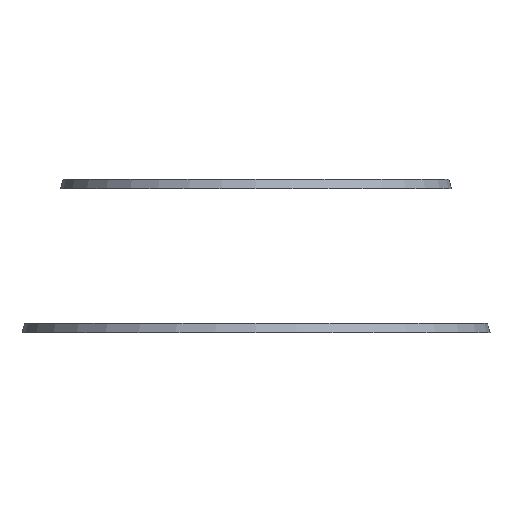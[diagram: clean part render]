
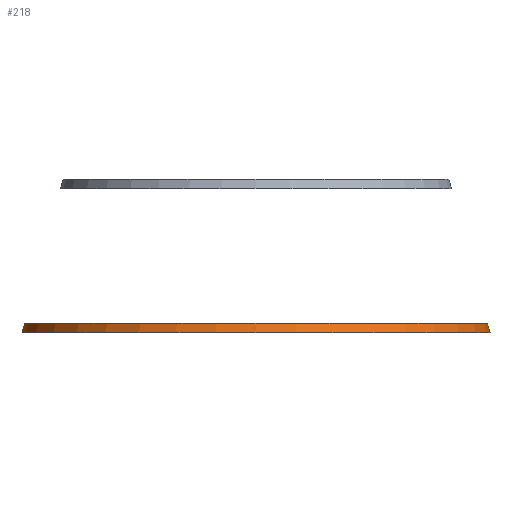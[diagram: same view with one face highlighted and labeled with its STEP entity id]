
A CAD part, front view. The second image highlights one B-rep face of the part: STEP entity #218.
In plain terms, the highlighted conical face has half-angle 14.995 degrees and reference radius 108.929 mm.
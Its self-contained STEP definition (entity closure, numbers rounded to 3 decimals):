
#158=CARTESIAN_POINT('Vertex',(-108.929,0.,60.)) ;
#162=CARTESIAN_POINT('Control Point',(-108.929,0.,60.)) ;
#163=CARTESIAN_POINT('Control Point',(-108.687,0.,60.901)) ;
#164=CARTESIAN_POINT('Control Point',(-108.446,0.,61.803)) ;
#165=CARTESIAN_POINT('Control Point',(-108.204,0.,62.704)) ;
#166=CARTESIAN_POINT('Control Point',(-107.963,0.,63.605)) ;
#167=CARTESIAN_POINT('Control Point',(-107.722,0.,64.506)) ;
#168=CARTESIAN_POINT('Vertex',(-107.722,0.,64.506)) ;
#189=CARTESIAN_POINT('Axis2P3D Location',(0.,0.,60.)) ;
#194=CARTESIAN_POINT('Axis2P3D Location',(0.,0.,60.)) ;
#198=CARTESIAN_POINT('Vertex',(108.929,0.,60.)) ;
#202=CARTESIAN_POINT('Control Point',(108.929,0.,60.)) ;
#203=CARTESIAN_POINT('Control Point',(107.722,0.,64.506)) ;
#204=CARTESIAN_POINT('Vertex',(107.722,0.,64.506)) ;
#207=CARTESIAN_POINT('Axis2P3D Location',(0.,0.,64.506)) ;
#190=DIRECTION('Axis2P3D Direction',(0.,0.,-1.)) ;
#191=DIRECTION('Axis2P3D XDirection',(-1.,0.,0.)) ;
#195=DIRECTION('Axis2P3D Direction',(0.,0.,1.)) ;
#208=DIRECTION('Axis2P3D Direction',(0.,0.,1.)) ;
#192=AXIS2_PLACEMENT_3D('Cone Axis2P3D',#189,#190,#191) ;
#196=AXIS2_PLACEMENT_3D('Circle Axis2P3D',#194,#195,$) ;
#209=AXIS2_PLACEMENT_3D('Circle Axis2P3D',#207,#208,$) ;
#213=ORIENTED_EDGE('',*,*,#170,.F.) ;
#214=ORIENTED_EDGE('',*,*,#200,.T.) ;
#215=ORIENTED_EDGE('',*,*,#206,.T.) ;
#216=ORIENTED_EDGE('',*,*,#211,.F.) ;
#218=ADVANCED_FACE('Anillo_1',(#217),#193,.T.) ;
#161=B_SPLINE_CURVE_WITH_KNOTS('',5,(#162,#163,#164,#165,#166,#167),.UNSPECIFIED.,.F.,.U.,(6,6),(0.,4.701),.UNSPECIFIED.) ;
#201=B_SPLINE_CURVE_WITH_KNOTS('',1,(#202,#203),.UNSPECIFIED.,.F.,.U.,(2,2),(-2.333,2.333),.UNSPECIFIED.) ;
#197=CIRCLE('generated circle',#196,108.929) ;
#210=CIRCLE('generated circle',#209,107.722) ;
#193=CONICAL_SURFACE('Cone',#192,108.929,0.262) ;
#170=EDGE_CURVE('',#159,#169,#161,.T.) ;
#200=EDGE_CURVE('',#159,#199,#197,.T.) ;
#206=EDGE_CURVE('',#199,#205,#201,.T.) ;
#211=EDGE_CURVE('',#169,#205,#210,.T.) ;
#212=EDGE_LOOP('',(#213,#214,#215,#216)) ;
#217=FACE_OUTER_BOUND('',#212,.T.) ;
#159=VERTEX_POINT('',#158) ;
#169=VERTEX_POINT('',#168) ;
#199=VERTEX_POINT('',#198) ;
#205=VERTEX_POINT('',#204) ;
